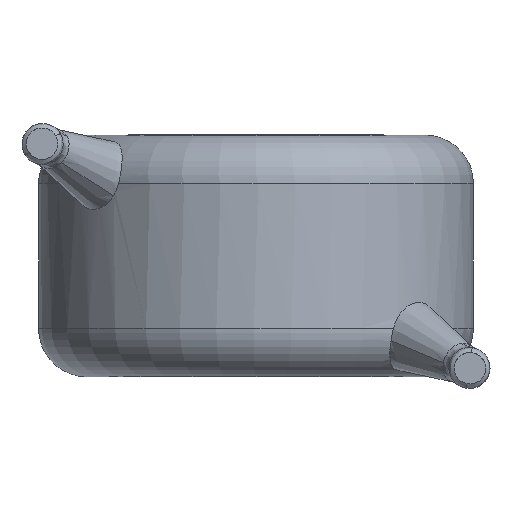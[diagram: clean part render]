
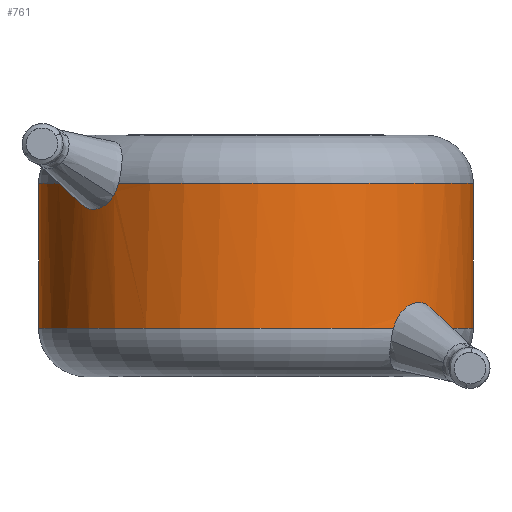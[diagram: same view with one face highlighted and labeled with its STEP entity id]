
A CAD part, front view. The second image highlights one B-rep face of the part: STEP entity #761.
In plain terms, the highlighted cylindrical face has radius 4.5 mm (diameter 9 mm), a partial arc.
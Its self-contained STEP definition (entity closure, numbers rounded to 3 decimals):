
#24 = AXIS2_PLACEMENT_3D ( 'NONE', #1010, #1341, #1002 ) ;
#108 = CIRCLE ( 'NONE', #24, 4.5 ) ;
#116 = ORIENTED_EDGE ( 'NONE', *, *, #1465, .F. ) ;
#165 = CIRCLE ( 'NONE', #920, 4.5 ) ;
#174 = CYLINDRICAL_SURFACE ( 'NONE', #2679, 4.5 ) ;
#177 = CARTESIAN_POINT ( 'NONE',  ( -4.5, 0., 4. ) ) ;
#242 = VERTEX_POINT ( 'NONE', #2707 ) ;
#580 = VERTEX_POINT ( 'NONE', #3037 ) ;
#582 = CARTESIAN_POINT ( 'NONE',  ( -2.902, -3.44, 3.822 ) ) ;
#589 = FACE_OUTER_BOUND ( 'NONE', #3149, .T. ) ;
#624 = CIRCLE ( 'NONE', #778, 4.5 ) ;
#761 = ADVANCED_FACE ( 'NONE', ( #589 ), #174, .T. ) ;
#772 = CARTESIAN_POINT ( 'NONE',  ( -3.369, -2.987, 3.45 ) ) ;
#778 = AXIS2_PLACEMENT_3D ( 'NONE', #1550, #3768, #2359 ) ;
#903 = CARTESIAN_POINT ( 'NONE',  ( 3.142, -3.224, 1.48 ) ) ;
#915 = CARTESIAN_POINT ( 'NONE',  ( -2.844, -3.487, 4. ) ) ;
#920 = AXIS2_PLACEMENT_3D ( 'NONE', #1875, #4188, #4200 ) ;
#943 = B_SPLINE_CURVE_WITH_KNOTS ( 'NONE', 3,
 ( #2650, #3645, #1984, #1007, #3784, #772, #2370, #1098, #2396, #1419 ),
 .UNSPECIFIED., .F., .F.,
 ( 4, 2, 2, 2, 4 ),
 ( 0., 0., 0.001, 0.001, 0.002 ),
 .UNSPECIFIED. ) ;
#1002 = DIRECTION ( 'NONE',  ( 1., 0., 0. ) ) ;
#1007 = CARTESIAN_POINT ( 'NONE',  ( -3.616, -2.681, 3.558 ) ) ;
#1010 = CARTESIAN_POINT ( 'NONE',  ( 0., 0., 4. ) ) ;
#1098 = CARTESIAN_POINT ( 'NONE',  ( -3.096, -3.269, 3.56 ) ) ;
#1138 = LINE ( 'NONE', #3214, #1824 ) ;
#1195 = CARTESIAN_POINT ( 'NONE',  ( 3.465, -2.875, 1.541 ) ) ;
#1241 = VERTEX_POINT ( 'NONE', #3169 ) ;
#1341 = DIRECTION ( 'NONE',  ( 0., 0., -1. ) ) ;
#1381 = EDGE_CURVE ( 'NONE', #4027, #242, #3499, .T. ) ;
#1419 = CARTESIAN_POINT ( 'NONE',  ( -2.947, -3.4, 3.747 ) ) ;
#1420 = VERTEX_POINT ( 'NONE', #2248 ) ;
#1465 = EDGE_CURVE ( 'NONE', #2808, #3682, #4277, .T. ) ;
#1519 = CARTESIAN_POINT ( 'NONE',  ( 3.764, -2.466, 1.158 ) ) ;
#1536 = CARTESIAN_POINT ( 'NONE',  ( 2.881, -3.457, 1.153 ) ) ;
#1547 = DIRECTION ( 'NONE',  ( 0., 0., 1. ) ) ;
#1550 = CARTESIAN_POINT ( 'NONE',  ( 0., 0., 1. ) ) ;
#1584 = CARTESIAN_POINT ( 'NONE',  ( -2.844, -3.487, 4. ) ) ;
#1678 = ORIENTED_EDGE ( 'NONE', *, *, #1837, .F. ) ;
#1774 = EDGE_CURVE ( 'NONE', #2088, #2808, #943, .T. ) ;
#1824 = VECTOR ( 'NONE', #3007, 1000. ) ;
#1837 = EDGE_CURVE ( 'NONE', #1241, #1420, #4001, .T. ) ;
#1875 = CARTESIAN_POINT ( 'NONE',  ( 0., 0., 4. ) ) ;
#1880 = CARTESIAN_POINT ( 'NONE',  ( 3.254, -3.112, 1.534 ) ) ;
#1948 = B_SPLINE_CURVE_WITH_KNOTS ( 'NONE', 3,
 ( #3848, #1536, #4204, #903, #1880, #1195, #3527, #4098, #1519, #4192 ),
 .UNSPECIFIED., .F., .F.,
 ( 4, 2, 2, 2, 4 ),
 ( 0., 0., 0.001, 0.001, 0.002 ),
 .UNSPECIFIED. ) ;
#1984 = CARTESIAN_POINT ( 'NONE',  ( -3.73, -2.52, 3.744 ) ) ;
#2088 = VERTEX_POINT ( 'NONE', #2384 ) ;
#2189 = CARTESIAN_POINT ( 'NONE',  ( -2.947, -3.4, 3.747 ) ) ;
#2229 = VECTOR ( 'NONE', #3389, 1000. ) ;
#2237 = CARTESIAN_POINT ( 'NONE',  ( -2.867, -3.469, 3.907 ) ) ;
#2248 = CARTESIAN_POINT ( 'NONE',  ( 4.5, 0., 1. ) ) ;
#2251 = ORIENTED_EDGE ( 'NONE', *, *, #3649, .T. ) ;
#2359 = DIRECTION ( 'NONE',  ( 1., 0., 0. ) ) ;
#2370 = CARTESIAN_POINT ( 'NONE',  ( -3.274, -3.09, 3.464 ) ) ;
#2384 = CARTESIAN_POINT ( 'NONE',  ( -3.781, -2.44, 4. ) ) ;
#2396 = CARTESIAN_POINT ( 'NONE',  ( -3.012, -3.345, 3.641 ) ) ;
#2402 = ORIENTED_EDGE ( 'NONE', *, *, #2665, .T. ) ;
#2521 = ORIENTED_EDGE ( 'NONE', *, *, #3101, .T. ) ;
#2546 = EDGE_CURVE ( 'NONE', #580, #1420, #624, .T. ) ;
#2650 = CARTESIAN_POINT ( 'NONE',  ( -3.781, -2.44, 4. ) ) ;
#2665 = EDGE_CURVE ( 'NONE', #2088, #4209, #165, .T. ) ;
#2679 = AXIS2_PLACEMENT_3D ( 'NONE', #2915, #2892, #3243 ) ;
#2707 = CARTESIAN_POINT ( 'NONE',  ( 2.844, -3.487, 1. ) ) ;
#2754 = ORIENTED_EDGE ( 'NONE', *, *, #2546, .T. ) ;
#2808 = VERTEX_POINT ( 'NONE', #2189 ) ;
#2835 = DIRECTION ( 'NONE',  ( 1., 0., 0. ) ) ;
#2862 = CARTESIAN_POINT ( 'NONE',  ( 0., 0., 1. ) ) ;
#2892 = DIRECTION ( 'NONE',  ( 0., 0., -1. ) ) ;
#2915 = CARTESIAN_POINT ( 'NONE',  ( 0., 0., 5. ) ) ;
#3007 = DIRECTION ( 'NONE',  ( 0., 0., -1. ) ) ;
#3037 = CARTESIAN_POINT ( 'NONE',  ( 3.781, -2.44, 1. ) ) ;
#3054 = CARTESIAN_POINT ( 'NONE',  ( 4.5, 0., 5. ) ) ;
#3101 = EDGE_CURVE ( 'NONE', #1241, #3682, #108, .T. ) ;
#3138 = ORIENTED_EDGE ( 'NONE', *, *, #1381, .T. ) ;
#3149 = EDGE_LOOP ( 'NONE', ( #1678, #2521, #116, #3489, #2402, #2251, #3138, #4152, #2754 ) ) ;
#3169 = CARTESIAN_POINT ( 'NONE',  ( 4.5, 0., 4. ) ) ;
#3214 = CARTESIAN_POINT ( 'NONE',  ( -4.5, 0., 5. ) ) ;
#3231 = EDGE_CURVE ( 'NONE', #242, #580, #1948, .T. ) ;
#3243 = DIRECTION ( 'NONE',  ( -1., 0., 0. ) ) ;
#3389 = DIRECTION ( 'NONE',  ( 0., 0., -1. ) ) ;
#3489 = ORIENTED_EDGE ( 'NONE', *, *, #1774, .F. ) ;
#3499 = CIRCLE ( 'NONE', #3502, 4.5 ) ;
#3502 = AXIS2_PLACEMENT_3D ( 'NONE', #2862, #1547, #2835 ) ;
#3527 = CARTESIAN_POINT ( 'NONE',  ( 3.566, -2.748, 1.491 ) ) ;
#3568 = CARTESIAN_POINT ( 'NONE',  ( -2.947, -3.4, 3.747 ) ) ;
#3645 = CARTESIAN_POINT ( 'NONE',  ( -3.767, -2.462, 3.866 ) ) ;
#3649 = EDGE_CURVE ( 'NONE', #4209, #4027, #1138, .T. ) ;
#3682 = VERTEX_POINT ( 'NONE', #915 ) ;
#3768 = DIRECTION ( 'NONE',  ( 0., 0., 1. ) ) ;
#3784 = CARTESIAN_POINT ( 'NONE',  ( -3.539, -2.783, 3.497 ) ) ;
#3848 = CARTESIAN_POINT ( 'NONE',  ( 2.844, -3.487, 1. ) ) ;
#4001 = LINE ( 'NONE', #3054, #2229 ) ;
#4018 = CARTESIAN_POINT ( 'NONE',  ( -4.5, 0., 1. ) ) ;
#4027 = VERTEX_POINT ( 'NONE', #4018 ) ;
#4098 = CARTESIAN_POINT ( 'NONE',  ( 3.714, -2.543, 1.301 ) ) ;
#4152 = ORIENTED_EDGE ( 'NONE', *, *, #3231, .T. ) ;
#4188 = DIRECTION ( 'NONE',  ( 0., 0., -1. ) ) ;
#4192 = CARTESIAN_POINT ( 'NONE',  ( 3.781, -2.44, 1. ) ) ;
#4200 = DIRECTION ( 'NONE',  ( 1., 0., 0. ) ) ;
#4204 = CARTESIAN_POINT ( 'NONE',  ( 2.955, -3.396, 1.288 ) ) ;
#4209 = VERTEX_POINT ( 'NONE', #177 ) ;
#4277 = B_SPLINE_CURVE_WITH_KNOTS ( 'NONE', 3,
 ( #3568, #582, #2237, #1584 ),
 .UNSPECIFIED., .F., .F.,
 ( 4, 4 ),
 ( 0.002, 0.002 ),
 .UNSPECIFIED. ) ;
